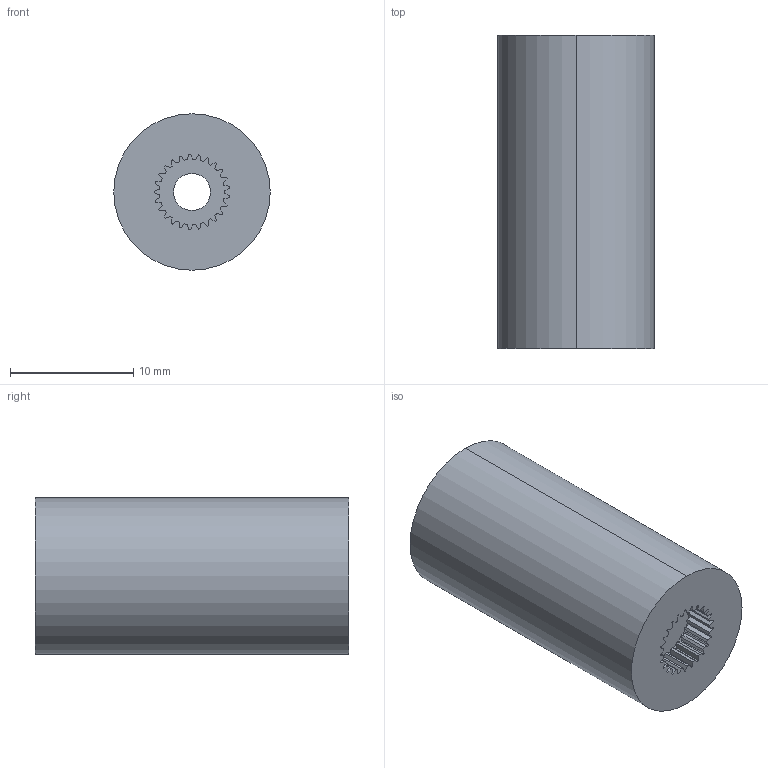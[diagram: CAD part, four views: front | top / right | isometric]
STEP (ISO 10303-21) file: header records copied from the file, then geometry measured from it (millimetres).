
FILE_DESCRIPTION (( 'STEP AP203' ), '1' );
FILE_NAME ('525129.STEP', '2015-08-14T15:47:49', ( 'Kyle' ), ( 'Microsoft' ), 'SwSTEP 2.0', 'SolidWorks 2014', '' );
FILE_SCHEMA (( 'CONFIG_CONTROL_DESIGN' ));
Length unit declared in the file: inch
Products named in the file (1): 525129
Bounding box: 12.69 x 25.4 x 12.69 mm (x, y, z)
Volume: 2161.1 mm3; surface area: 1880.3 mm2
Topology: 1 solids, 1 shells, 113 faces, 324 edges, 216 vertices
Faces by surface type: cylinder 58, plane 55
Entity records: 3817 total; most frequent: DIRECTION 668, CARTESIAN_POINT 654, ORIENTED_EDGE 648, EDGE_CURVE 324, AXIS2_PLACEMENT_3D 230, VERTEX_POINT 216, VECTOR 208, LINE 208
